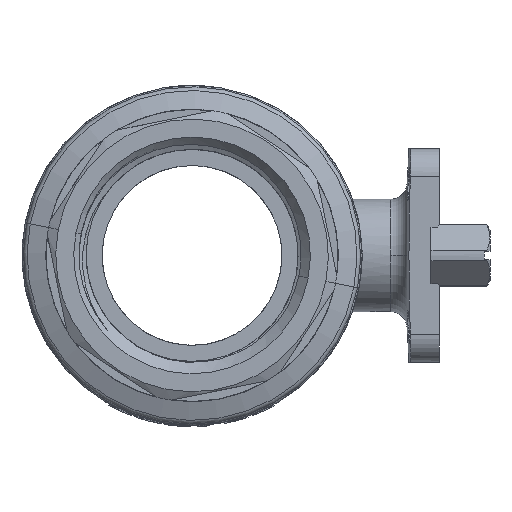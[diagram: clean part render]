
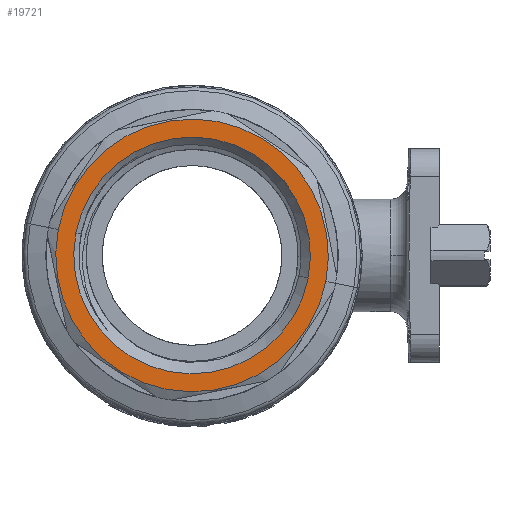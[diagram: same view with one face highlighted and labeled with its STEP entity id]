
A CAD part, front view. The second image highlights one B-rep face of the part: STEP entity #19721.
In plain terms, the highlighted planar face has unit normal (0, -1, 0).
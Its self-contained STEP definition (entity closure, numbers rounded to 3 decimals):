
#648 = DIRECTION ( 'NONE',  ( -0.982, 0., 0.191 ) ) ;
#1020 = DIRECTION ( 'NONE',  ( 0., 1., 0. ) ) ;
#1475 = DIRECTION ( 'NONE',  ( 0., 1., 0. ) ) ;
#2607 = EDGE_LOOP ( 'NONE', ( #29157, #24493 ) ) ;
#4346 = VERTEX_POINT ( 'NONE', #18175 ) ;
#4448 = CARTESIAN_POINT ( 'NONE',  ( 0., -53.5, 0. ) ) ;
#4881 = ORIENTED_EDGE ( 'NONE', *, *, #8679, .F. ) ;
#4974 = CARTESIAN_POINT ( 'NONE',  ( 0., -53.5, 0. ) ) ;
#7107 = EDGE_CURVE ( 'NONE', #39066, #33138, #15381, .T. ) ;
#7720 = DIRECTION ( 'NONE',  ( -0.982, 0., 0.191 ) ) ;
#7964 = DIRECTION ( 'NONE',  ( 0., 1., 0. ) ) ;
#8103 = DIRECTION ( 'NONE',  ( 0., 1., 0. ) ) ;
#8679 = EDGE_CURVE ( 'NONE', #35722, #4346, #16791, .T. ) ;
#10128 = CARTESIAN_POINT ( 'NONE',  ( -23.805, -53.5, 4.623 ) ) ;
#15320 = CARTESIAN_POINT ( 'NONE',  ( -20.664, -53.5, 4.013 ) ) ;
#15381 = CIRCLE ( 'NONE', #31137, 21.05 ) ;
#16642 = ORIENTED_EDGE ( 'NONE', *, *, #36226, .F. ) ;
#16791 = CIRCLE ( 'NONE', #18117, 24.25 ) ;
#17414 = FACE_BOUND ( 'NONE', #2607, .T. ) ;
#18117 = AXIS2_PLACEMENT_3D ( 'NONE', #4974, #8103, #30752 ) ;
#18175 = CARTESIAN_POINT ( 'NONE',  ( 23.805, -53.5, -4.623 ) ) ;
#19721 = ADVANCED_FACE ( 'NONE', ( #26043, #17414 ), #30187, .F. ) ;
#20917 = CARTESIAN_POINT ( 'NONE',  ( 0., -53.5, 0. ) ) ;
#23490 = CARTESIAN_POINT ( 'NONE',  ( 0., -53.5, 0. ) ) ;
#23825 = DIRECTION ( 'NONE',  ( 0., 1., 0. ) ) ;
#24493 = ORIENTED_EDGE ( 'NONE', *, *, #26156, .T. ) ;
#26043 = FACE_OUTER_BOUND ( 'NONE', #33071, .T. ) ;
#26156 = EDGE_CURVE ( 'NONE', #33138, #39066, #31878, .T. ) ;
#27484 = AXIS2_PLACEMENT_3D ( 'NONE', #40048, #23825, #648 ) ;
#27899 = CIRCLE ( 'NONE', #34680, 24.25 ) ;
#29157 = ORIENTED_EDGE ( 'NONE', *, *, #7107, .T. ) ;
#30187 = PLANE ( 'NONE',  #36256 ) ;
#30752 = DIRECTION ( 'NONE',  ( -0.982, 0., 0.191 ) ) ;
#31137 = AXIS2_PLACEMENT_3D ( 'NONE', #23490, #1020, #33063 ) ;
#31878 = CIRCLE ( 'NONE', #27484, 21.05 ) ;
#31886 = CARTESIAN_POINT ( 'NONE',  ( 20.664, -53.5, -4.013 ) ) ;
#33063 = DIRECTION ( 'NONE',  ( -0.982, 0., 0.191 ) ) ;
#33071 = EDGE_LOOP ( 'NONE', ( #4881, #16642 ) ) ;
#33138 = VERTEX_POINT ( 'NONE', #15320 ) ;
#34680 = AXIS2_PLACEMENT_3D ( 'NONE', #4448, #1475, #7720 ) ;
#35722 = VERTEX_POINT ( 'NONE', #10128 ) ;
#36226 = EDGE_CURVE ( 'NONE', #4346, #35722, #27899, .T. ) ;
#36256 = AXIS2_PLACEMENT_3D ( 'NONE', #20917, #7964, #37035 ) ;
#37035 = DIRECTION ( 'NONE',  ( -0.982, 0., 0.191 ) ) ;
#39066 = VERTEX_POINT ( 'NONE', #31886 ) ;
#40048 = CARTESIAN_POINT ( 'NONE',  ( 0., -53.5, 0. ) ) ;
